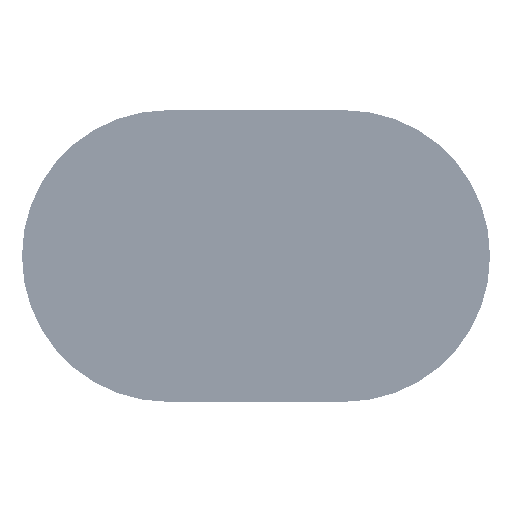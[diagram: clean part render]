
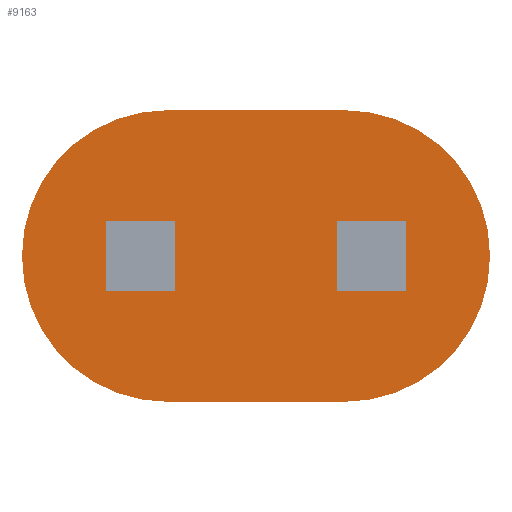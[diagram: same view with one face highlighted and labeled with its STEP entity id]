
A CAD part, front view. The second image highlights one B-rep face of the part: STEP entity #9163.
In plain terms, the highlighted planar face has unit normal (0, -1, 0).
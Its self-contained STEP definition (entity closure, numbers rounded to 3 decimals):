
#1018 = VERTEX_POINT ( 'NONE', #42009 ) ;
#1167 = AXIS2_PLACEMENT_3D ( 'NONE', #3367, #31205, #7353 ) ;
#1209 = DIRECTION ( 'NONE',  ( 0., 0., 1. ) ) ;
#1700 = CARTESIAN_POINT ( 'NONE',  ( 1160., 0., 10. ) ) ;
#2791 = VERTEX_POINT ( 'NONE', #16172 ) ;
#3040 = VECTOR ( 'NONE', #41148, 1000. ) ;
#3367 = CARTESIAN_POINT ( 'NONE',  ( -1160., 0., 10. ) ) ;
#5047 = EDGE_CURVE ( 'NONE', #2791, #17611, #48564, .T. ) ;
#5329 = ORIENTED_EDGE ( 'NONE', *, *, #49573, .F. ) ;
#5668 = DIRECTION ( 'NONE',  ( 0., 0., -1. ) ) ;
#6454 = DIRECTION ( 'NONE',  ( 1., 0., 0. ) ) ;
#7016 = VECTOR ( 'NONE', #24275, 1000. ) ;
#7093 = FACE_OUTER_BOUND ( 'NONE', #21494, .T. ) ;
#7353 = DIRECTION ( 'NONE',  ( 0., 0., -1. ) ) ;
#7602 = EDGE_CURVE ( 'NONE', #17611, #35945, #25216, .T. ) ;
#9163 = ADVANCED_FACE ( 'NONE', ( #7093 ), #47911, .F. ) ;
#9314 = ORIENTED_EDGE ( 'NONE', *, *, #41584, .F. ) ;
#9487 = LINE ( 'NONE', #44257, #7016 ) ;
#12147 = CARTESIAN_POINT ( 'NONE',  ( 1160., 0., -10. ) ) ;
#13200 = CARTESIAN_POINT ( 'NONE',  ( -1160., 0., -1900. ) ) ;
#15816 = CARTESIAN_POINT ( 'NONE',  ( -1160., 0., 1900. ) ) ;
#16168 = DIRECTION ( 'NONE',  ( 0., 0., 1. ) ) ;
#16172 = CARTESIAN_POINT ( 'NONE',  ( -3050., 0., -10. ) ) ;
#16802 = ORIENTED_EDGE ( 'NONE', *, *, #29146, .F. ) ;
#17611 = VERTEX_POINT ( 'NONE', #22998 ) ;
#17750 = ORIENTED_EDGE ( 'NONE', *, *, #7602, .F. ) ;
#17784 = ORIENTED_EDGE ( 'NONE', *, *, #5047, .F. ) ;
#18538 = AXIS2_PLACEMENT_3D ( 'NONE', #12147, #40099, #16168 ) ;
#21386 = DIRECTION ( 'NONE',  ( 0., 0., 1. ) ) ;
#21494 = EDGE_LOOP ( 'NONE', ( #22539, #50567, #16802, #9314, #17750, #17784, #5329, #29742 ) ) ;
#21749 = CARTESIAN_POINT ( 'NONE',  ( 1160., 0., -10. ) ) ;
#22539 = ORIENTED_EDGE ( 'NONE', *, *, #39012, .F. ) ;
#22566 = VERTEX_POINT ( 'NONE', #40380 ) ;
#22998 = CARTESIAN_POINT ( 'NONE',  ( -3050., 0., 10. ) ) ;
#24219 = LINE ( 'NONE', #13200, #3040 ) ;
#24275 = DIRECTION ( 'NONE',  ( 0., 0., -1. ) ) ;
#24543 = CIRCLE ( 'NONE', #50903, 1890. ) ;
#25049 = DIRECTION ( 'NONE',  ( 0., 1., 0. ) ) ;
#25216 = CIRCLE ( 'NONE', #1167, 1890. ) ;
#25731 = DIRECTION ( 'NONE',  ( 0., 0., 1. ) ) ;
#26041 = EDGE_CURVE ( 'NONE', #22566, #27347, #9487, .T. ) ;
#27302 = VECTOR ( 'NONE', #21386, 1000. ) ;
#27347 = VERTEX_POINT ( 'NONE', #43105 ) ;
#27600 = EDGE_CURVE ( 'NONE', #1018, #45195, #24219, .T. ) ;
#27993 = CIRCLE ( 'NONE', #34153, 1890. ) ;
#29146 = EDGE_CURVE ( 'NONE', #42299, #22566, #40996, .T. ) ;
#29546 = DIRECTION ( 'NONE',  ( 0., 1., 0. ) ) ;
#29742 = ORIENTED_EDGE ( 'NONE', *, *, #27600, .F. ) ;
#31205 = DIRECTION ( 'NONE',  ( 0., 1., 0. ) ) ;
#33037 = CARTESIAN_POINT ( 'NONE',  ( -3050., 0., 10. ) ) ;
#33815 = CARTESIAN_POINT ( 'NONE',  ( 1160., 0., 1900. ) ) ;
#34153 = AXIS2_PLACEMENT_3D ( 'NONE', #48993, #25049, #1209 ) ;
#35945 = VERTEX_POINT ( 'NONE', #15816 ) ;
#39012 = EDGE_CURVE ( 'NONE', #27347, #1018, #24543, .T. ) ;
#40099 = DIRECTION ( 'NONE',  ( 0., 1., 0. ) ) ;
#40380 = CARTESIAN_POINT ( 'NONE',  ( 3050., 0., 10. ) ) ;
#40875 = AXIS2_PLACEMENT_3D ( 'NONE', #1700, #29546, #5668 ) ;
#40996 = CIRCLE ( 'NONE', #40875, 1890. ) ;
#41148 = DIRECTION ( 'NONE',  ( -1., 0., 0. ) ) ;
#41584 = EDGE_CURVE ( 'NONE', #35945, #42299, #44428, .T. ) ;
#41906 = VECTOR ( 'NONE', #6454, 1000. ) ;
#42009 = CARTESIAN_POINT ( 'NONE',  ( 1160., 0., -1900. ) ) ;
#42299 = VERTEX_POINT ( 'NONE', #33815 ) ;
#43105 = CARTESIAN_POINT ( 'NONE',  ( 3050., 0., -10. ) ) ;
#44257 = CARTESIAN_POINT ( 'NONE',  ( 3050., 0., 10. ) ) ;
#44428 = LINE ( 'NONE', #46430, #41906 ) ;
#45195 = VERTEX_POINT ( 'NONE', #47135 ) ;
#46430 = CARTESIAN_POINT ( 'NONE',  ( -1160., 0., 1900. ) ) ;
#47135 = CARTESIAN_POINT ( 'NONE',  ( -1160., 0., -1900. ) ) ;
#47911 = PLANE ( 'NONE',  #18538 ) ;
#48564 = LINE ( 'NONE', #33037, #27302 ) ;
#48993 = CARTESIAN_POINT ( 'NONE',  ( -1160., 0., -10. ) ) ;
#49573 = EDGE_CURVE ( 'NONE', #45195, #2791, #27993, .T. ) ;
#49655 = DIRECTION ( 'NONE',  ( 0., 1., 0. ) ) ;
#50567 = ORIENTED_EDGE ( 'NONE', *, *, #26041, .F. ) ;
#50903 = AXIS2_PLACEMENT_3D ( 'NONE', #21749, #49655, #25731 ) ;
